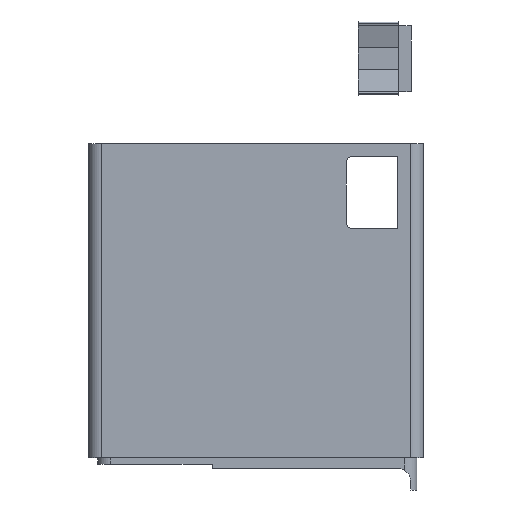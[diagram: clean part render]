
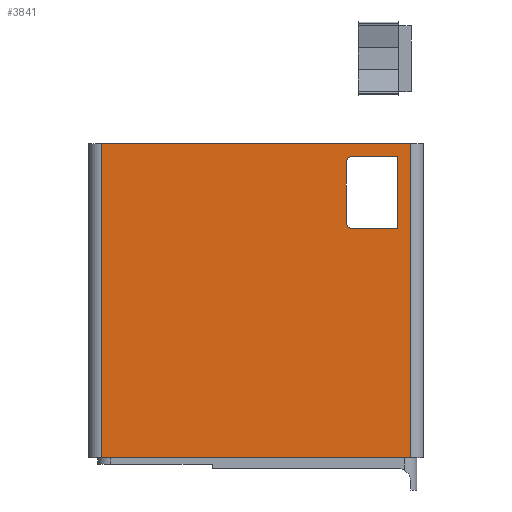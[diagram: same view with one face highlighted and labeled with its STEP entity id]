
A CAD part, left-side view. The second image highlights one B-rep face of the part: STEP entity #3841.
In plain terms, the highlighted planar face has unit normal (-1, 0, 0).
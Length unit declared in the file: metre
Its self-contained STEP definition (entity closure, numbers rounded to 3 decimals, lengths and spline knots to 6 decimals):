
#81=CIRCLE('',#4100,0.0025);
#82=CIRCLE('',#4101,0.0025);
#439=ORIENTED_EDGE('',*,*,#1396,.T.);
#440=ORIENTED_EDGE('',*,*,#1539,.T.);
#441=ORIENTED_EDGE('',*,*,#1540,.F.);
#442=ORIENTED_EDGE('',*,*,#1541,.T.);
#443=ORIENTED_EDGE('',*,*,#1542,.F.);
#444=ORIENTED_EDGE('',*,*,#1543,.F.);
#445=ORIENTED_EDGE('',*,*,#1544,.F.);
#446=ORIENTED_EDGE('',*,*,#1545,.T.);
#447=ORIENTED_EDGE('',*,*,#1546,.F.);
#448=ORIENTED_EDGE('',*,*,#1547,.T.);
#1396=EDGE_CURVE('',#1946,#1945,#2312,.T.);
#1539=EDGE_CURVE('',#1945,#2081,#2444,.T.);
#1540=EDGE_CURVE('',#2082,#2081,#2445,.T.);
#1541=EDGE_CURVE('',#2082,#1946,#2446,.F.);
#1542=EDGE_CURVE('',#2083,#2084,#2447,.T.);
#1543=EDGE_CURVE('',#2085,#2083,#2448,.T.);
#1544=EDGE_CURVE('',#2086,#2085,#2449,.T.);
#1545=EDGE_CURVE('',#2086,#2087,#81,.F.);
#1546=EDGE_CURVE('',#2088,#2087,#2450,.T.);
#1547=EDGE_CURVE('',#2088,#2084,#82,.F.);
#1945=VERTEX_POINT('',#5675);
#1946=VERTEX_POINT('',#5677);
#2081=VERTEX_POINT('',#5961);
#2082=VERTEX_POINT('',#5963);
#2083=VERTEX_POINT('',#5966);
#2084=VERTEX_POINT('',#5967);
#2085=VERTEX_POINT('',#5969);
#2086=VERTEX_POINT('',#5971);
#2087=VERTEX_POINT('',#5973);
#2088=VERTEX_POINT('',#5975);
#2312=LINE('',#5676,#2804);
#2444=LINE('',#5960,#2936);
#2445=LINE('',#5962,#2937);
#2446=LINE('',#5964,#2938);
#2447=LINE('',#5965,#2939);
#2448=LINE('',#5968,#2940);
#2449=LINE('',#5970,#2941);
#2450=LINE('',#5974,#2942);
#2804=VECTOR('',#4527,1.);
#2936=VECTOR('',#4693,1.);
#2937=VECTOR('',#4694,1.);
#2938=VECTOR('',#4695,1.);
#2939=VECTOR('',#4696,1.);
#2940=VECTOR('',#4697,1.);
#2941=VECTOR('',#4698,1.);
#2942=VECTOR('',#4701,1.);
#3220=EDGE_LOOP('',(#439,#440,#441,#442));
#3221=EDGE_LOOP('',(#443,#444,#445,#446,#447,#448));
#3473=FACE_BOUND('',#3220,.T.);
#3474=FACE_BOUND('',#3221,.T.);
#3675=PLANE('',#4099);
#3841=ADVANCED_FACE('',(#3473,#3474),#3675,.T.);
#4099=AXIS2_PLACEMENT_3D('',#5959,#4691,#4692);
#4100=AXIS2_PLACEMENT_3D('',#5972,#4699,#4700);
#4101=AXIS2_PLACEMENT_3D('',#5976,#4702,#4703);
#4527=DIRECTION('',(0.,1.,0.));
#4691=DIRECTION('',(-1.,0.,0.));
#4692=DIRECTION('',(0.,0.,1.));
#4693=DIRECTION('',(0.,0.,-1.));
#4694=DIRECTION('',(0.,1.,0.));
#4695=DIRECTION('',(0.,0.,-1.));
#4696=DIRECTION('',(0.,1.,0.));
#4697=DIRECTION('',(0.,0.,1.));
#4698=DIRECTION('',(0.,-1.,0.));
#4699=DIRECTION('',(-1.,0.,0.));
#4700=DIRECTION('',(0.,0.,1.));
#4701=DIRECTION('',(0.,0.,-1.));
#4702=DIRECTION('',(-1.,0.,0.));
#4703=DIRECTION('',(0.,0.,1.));
#5675=CARTESIAN_POINT('',(-0.019047,0.078893,0.122));
#5676=CARTESIAN_POINT('',(-0.019047,0.018893,0.122));
#5677=CARTESIAN_POINT('',(-0.019047,-0.041107,0.122));
#5959=CARTESIAN_POINT('',(-0.019047,0.018893,0.122));
#5960=CARTESIAN_POINT('',(-0.019047,0.078893,0.122));
#5961=CARTESIAN_POINT('',(-0.019047,0.078893,0.));
#5962=CARTESIAN_POINT('',(-0.019047,0.018893,0.));
#5963=CARTESIAN_POINT('',(-0.019047,-0.041107,0.));
#5964=CARTESIAN_POINT('',(-0.019047,-0.041107,0.122));
#5965=CARTESIAN_POINT('',(-0.019047,-0.026107,0.117));
#5966=CARTESIAN_POINT('',(-0.019047,-0.036107,0.117));
#5967=CARTESIAN_POINT('',(-0.019047,-0.018607,0.117));
#5968=CARTESIAN_POINT('',(-0.019047,-0.036107,0.103));
#5969=CARTESIAN_POINT('',(-0.019047,-0.036107,0.089));
#5970=CARTESIAN_POINT('',(-0.019047,-0.026107,0.089));
#5971=CARTESIAN_POINT('',(-0.019047,-0.018607,0.089));
#5972=CARTESIAN_POINT('',(-0.019047,-0.018607,0.0915));
#5973=CARTESIAN_POINT('',(-0.019047,-0.016107,0.0915));
#5974=CARTESIAN_POINT('',(-0.019047,-0.016107,0.103));
#5975=CARTESIAN_POINT('',(-0.019047,-0.016107,0.1145));
#5976=CARTESIAN_POINT('',(-0.019047,-0.018607,0.1145));
